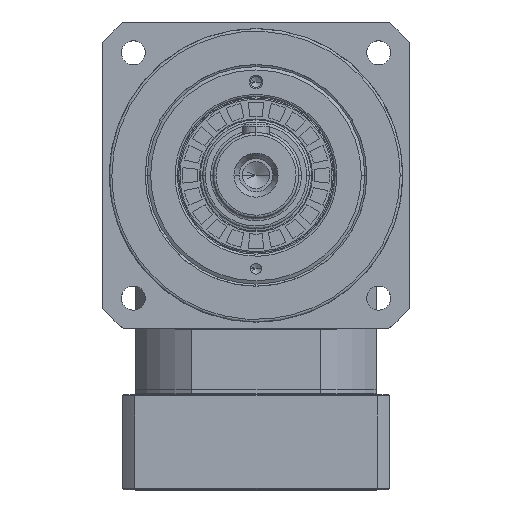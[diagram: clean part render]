
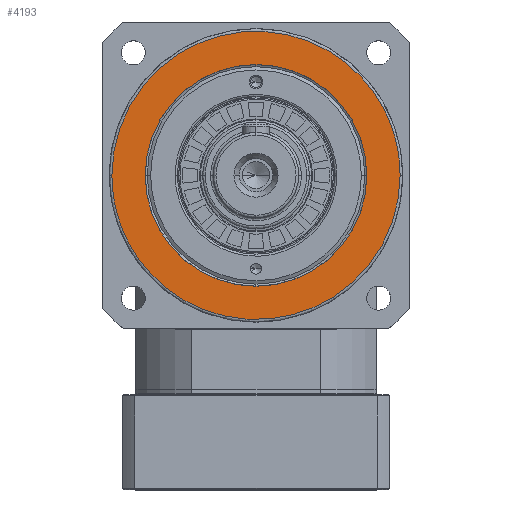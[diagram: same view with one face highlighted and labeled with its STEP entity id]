
A CAD part, top view. The second image highlights one B-rep face of the part: STEP entity #4193.
In plain terms, the highlighted planar face has unit normal (0, 0, 1).
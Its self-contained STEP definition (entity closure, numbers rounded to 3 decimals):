
#1848 =( BOUNDED_CURVE ( )  B_SPLINE_CURVE ( 3, ( #25201, #24971, #24858, #24851 ),
 .UNSPECIFIED., .F., .F. ) 
 B_SPLINE_CURVE_WITH_KNOTS ( ( 4, 4 ),
 ( 0., 1. ),
 .UNSPECIFIED. ) 
 CURVE ( )  GEOMETRIC_REPRESENTATION_ITEM ( )  RATIONAL_B_SPLINE_CURVE ( ( 1., 0.333, 0.333, 1. ) ) 
 REPRESENTATION_ITEM ( '' )  );
#4193 = ADVANCED_FACE ( 'NONE', ( #29583, #14768 ), #29117, .T. ) ;
#6659 = EDGE_LOOP ( 'NONE', ( #26862, #10190 ) ) ;
#7261 = VERTEX_POINT ( 'NONE', #18240 ) ;
#9067 = CIRCLE ( 'NONE', #18501, 41.55 ) ;
#10190 = ORIENTED_EDGE ( 'NONE', *, *, #29811, .F. ) ;
#10604 = EDGE_CURVE ( 'NONE', #21127, #11313, #1848, .T. ) ;
#11313 = VERTEX_POINT ( 'NONE', #12060 ) ;
#11913 = EDGE_CURVE ( 'NONE', #7261, #31106, #9067, .T. ) ;
#12060 = CARTESIAN_POINT ( 'NONE',  ( -54., 0., 72.5 ) ) ;
#12513 =( BOUNDED_CURVE ( )  B_SPLINE_CURVE ( 3, ( #31769, #31730, #31616, #31569 ),
 .UNSPECIFIED., .F., .T. ) 
 B_SPLINE_CURVE_WITH_KNOTS ( ( 4, 4 ),
 ( 0., 1. ),
 .UNSPECIFIED. ) 
 CURVE ( )  GEOMETRIC_REPRESENTATION_ITEM ( )  RATIONAL_B_SPLINE_CURVE ( ( 1., 0.333, 0.333, 1. ) ) 
 REPRESENTATION_ITEM ( '' )  );
#12611 = CARTESIAN_POINT ( 'NONE',  ( 0., 41.55, 72.5 ) ) ;
#14768 = FACE_OUTER_BOUND ( 'NONE', #6659, .T. ) ;
#15390 = AXIS2_PLACEMENT_3D ( 'NONE', #29334, #29075, #29026 ) ;
#17324 = DIRECTION ( 'NONE',  ( 0., -1., 0. ) ) ;
#17428 = DIRECTION ( 'NONE',  ( 0., -1., 0. ) ) ;
#17468 = DIRECTION ( 'NONE',  ( 0., 0., -1. ) ) ;
#17473 = CARTESIAN_POINT ( 'NONE',  ( 0., 0., 72.5 ) ) ;
#18240 = CARTESIAN_POINT ( 'NONE',  ( 0., -41.55, 72.5 ) ) ;
#18501 = AXIS2_PLACEMENT_3D ( 'NONE', #35090, #28097, #17324 ) ;
#21127 = VERTEX_POINT ( 'NONE', #34497 ) ;
#22858 = ORIENTED_EDGE ( 'NONE', *, *, #35128, .T. ) ;
#23477 = AXIS2_PLACEMENT_3D ( 'NONE', #17473, #17468, #17428 ) ;
#24122 = CIRCLE ( 'NONE', #23477, 41.55 ) ;
#24851 = CARTESIAN_POINT ( 'NONE',  ( -54., 0., 72.5 ) ) ;
#24858 = CARTESIAN_POINT ( 'NONE',  ( -54., -108., 72.5 ) ) ;
#24971 = CARTESIAN_POINT ( 'NONE',  ( 54., -108., 72.5 ) ) ;
#25201 = CARTESIAN_POINT ( 'NONE',  ( 54., 0., 72.5 ) ) ;
#25817 = ORIENTED_EDGE ( 'NONE', *, *, #11913, .T. ) ;
#26862 = ORIENTED_EDGE ( 'NONE', *, *, #10604, .F. ) ;
#28097 = DIRECTION ( 'NONE',  ( 0., 0., -1. ) ) ;
#29026 = DIRECTION ( 'NONE',  ( 1., 0., 0. ) ) ;
#29075 = DIRECTION ( 'NONE',  ( 0., 0., 1. ) ) ;
#29117 = PLANE ( 'NONE',  #15390 ) ;
#29334 = CARTESIAN_POINT ( 'NONE',  ( 0., 0., 72.5 ) ) ;
#29583 = FACE_BOUND ( 'NONE', #34398, .T. ) ;
#29811 = EDGE_CURVE ( 'NONE', #11313, #21127, #12513, .T. ) ;
#31106 = VERTEX_POINT ( 'NONE', #12611 ) ;
#31569 = CARTESIAN_POINT ( 'NONE',  ( 54., 0., 72.5 ) ) ;
#31616 = CARTESIAN_POINT ( 'NONE',  ( 54., 108., 72.5 ) ) ;
#31730 = CARTESIAN_POINT ( 'NONE',  ( -54., 108., 72.5 ) ) ;
#31769 = CARTESIAN_POINT ( 'NONE',  ( -54., 0., 72.5 ) ) ;
#34398 = EDGE_LOOP ( 'NONE', ( #25817, #22858 ) ) ;
#34497 = CARTESIAN_POINT ( 'NONE',  ( 54., 0., 72.5 ) ) ;
#35090 = CARTESIAN_POINT ( 'NONE',  ( 0., 0., 72.5 ) ) ;
#35128 = EDGE_CURVE ( 'NONE', #31106, #7261, #24122, .T. ) ;
